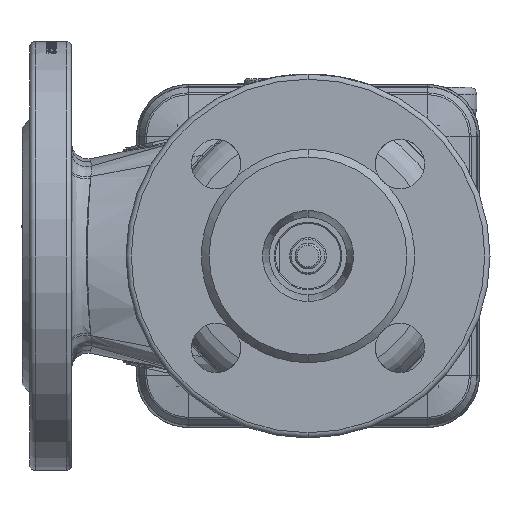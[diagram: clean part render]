
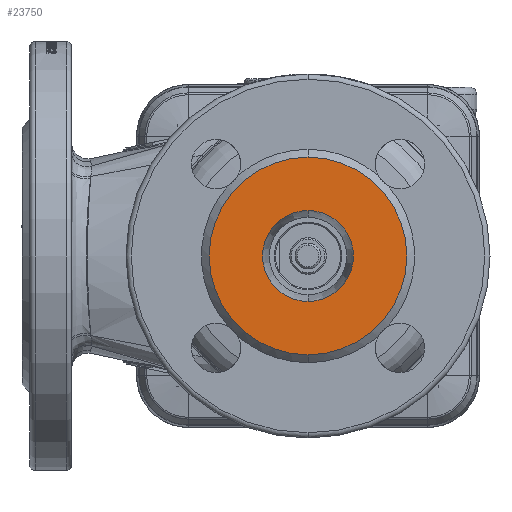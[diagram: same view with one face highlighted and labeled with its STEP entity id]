
A CAD part, front view. The second image highlights one B-rep face of the part: STEP entity #23750.
In plain terms, the highlighted planar face has unit normal (0, -1, 0).
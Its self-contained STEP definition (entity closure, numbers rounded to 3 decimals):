
#4119 = DIRECTION ( 'NONE',  ( 0., -1., 0. ) ) ;
#12507 = DIRECTION ( 'NONE',  ( 0., 1., 0. ) ) ;
#13048 = DIRECTION ( 'NONE',  ( 0., 0., 1. ) ) ;
#19025 = CARTESIAN_POINT ( 'NONE',  ( 0., -115., 38. ) ) ;
#22629 = EDGE_LOOP ( 'NONE', ( #65458, #82743 ) ) ;
#23750 = ADVANCED_FACE ( 'NONE', ( #124323, #26990 ), #96039, .F. ) ;
#26990 = FACE_BOUND ( 'NONE', #22629, .T. ) ;
#38680 = VERTEX_POINT ( 'NONE', #55411 ) ;
#40206 = CARTESIAN_POINT ( 'NONE',  ( 0., -115., -38. ) ) ;
#44773 = AXIS2_PLACEMENT_3D ( 'NONE', #82560, #164628, #54399 ) ;
#54399 = DIRECTION ( 'NONE',  ( 0., 0., 1. ) ) ;
#54684 = CIRCLE ( 'NONE', #139055, 17.5 ) ;
#55411 = CARTESIAN_POINT ( 'NONE',  ( 0., -115., 17.5 ) ) ;
#56093 = CARTESIAN_POINT ( 'NONE',  ( 0., -115., 0. ) ) ;
#59555 = DIRECTION ( 'NONE',  ( 0., 0., 1. ) ) ;
#60957 = EDGE_CURVE ( 'NONE', #38680, #68734, #54684, .T. ) ;
#63844 = DIRECTION ( 'NONE',  ( 0., 0., 1. ) ) ;
#63851 = EDGE_CURVE ( 'NONE', #93524, #105956, #158250, .T. ) ;
#65458 = ORIENTED_EDGE ( 'NONE', *, *, #60957, .F. ) ;
#67587 = CARTESIAN_POINT ( 'NONE',  ( 0., -115., 0. ) ) ;
#68734 = VERTEX_POINT ( 'NONE', #104562 ) ;
#77432 = DIRECTION ( 'NONE',  ( 0., 1., 0. ) ) ;
#82560 = CARTESIAN_POINT ( 'NONE',  ( 0., -115., 0. ) ) ;
#82743 = ORIENTED_EDGE ( 'NONE', *, *, #91889, .F. ) ;
#90898 = EDGE_CURVE ( 'NONE', #105956, #93524, #132711, .T. ) ;
#91889 = EDGE_CURVE ( 'NONE', #68734, #38680, #100907, .T. ) ;
#93524 = VERTEX_POINT ( 'NONE', #40206 ) ;
#93965 = ORIENTED_EDGE ( 'NONE', *, *, #63851, .F. ) ;
#96039 = PLANE ( 'NONE',  #127474 ) ;
#97498 = DIRECTION ( 'NONE',  ( 0., -1., 0. ) ) ;
#97928 = AXIS2_PLACEMENT_3D ( 'NONE', #67587, #97498, #13048 ) ;
#100907 = CIRCLE ( 'NONE', #97928, 17.5 ) ;
#104562 = CARTESIAN_POINT ( 'NONE',  ( 0., -115., -17.5 ) ) ;
#105956 = VERTEX_POINT ( 'NONE', #19025 ) ;
#121628 = EDGE_LOOP ( 'NONE', ( #150375, #93965 ) ) ;
#124323 = FACE_OUTER_BOUND ( 'NONE', #121628, .T. ) ;
#127474 = AXIS2_PLACEMENT_3D ( 'NONE', #56093, #12507, #151714 ) ;
#131167 = CARTESIAN_POINT ( 'NONE',  ( 0., -115., 0. ) ) ;
#132711 = CIRCLE ( 'NONE', #158867, 38. ) ;
#139055 = AXIS2_PLACEMENT_3D ( 'NONE', #167997, #4119, #59555 ) ;
#150375 = ORIENTED_EDGE ( 'NONE', *, *, #90898, .F. ) ;
#151714 = DIRECTION ( 'NONE',  ( 0., 0., 1. ) ) ;
#158250 = CIRCLE ( 'NONE', #44773, 38. ) ;
#158867 = AXIS2_PLACEMENT_3D ( 'NONE', #131167, #77432, #63844 ) ;
#164628 = DIRECTION ( 'NONE',  ( 0., 1., 0. ) ) ;
#167997 = CARTESIAN_POINT ( 'NONE',  ( 0., -115., 0. ) ) ;
